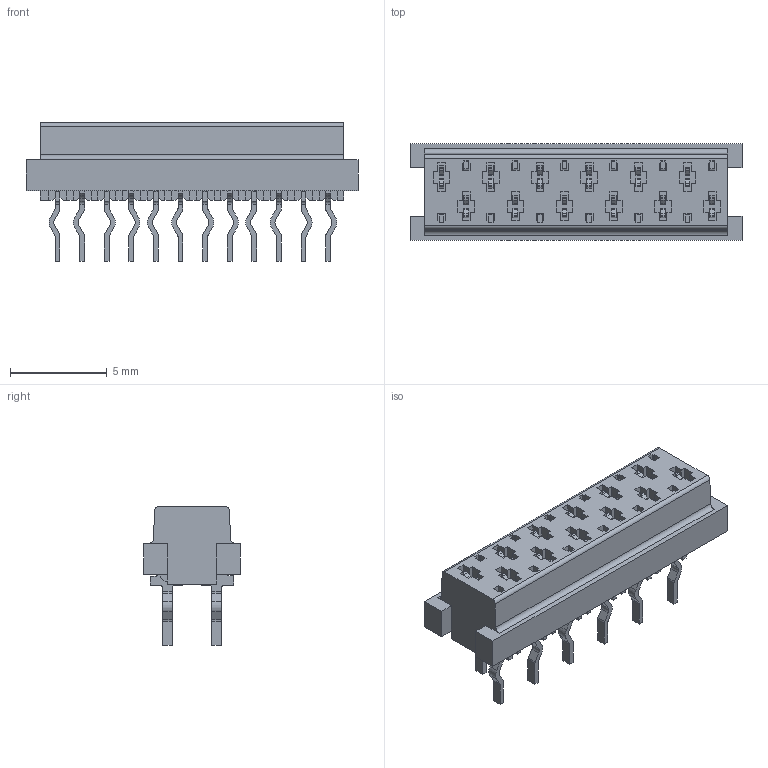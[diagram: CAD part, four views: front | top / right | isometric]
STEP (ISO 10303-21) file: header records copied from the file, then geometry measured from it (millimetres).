
FILE_DESCRIPTION((''),'2;1');
FILE_NAME('C-1-215079-2','2017-04-24T',('workeradm'),('Tyco Electronics Ltd.'),'CREO PARAMETRIC BY PTC INC, 2016050','CREO PARAMETRIC BY PTC INC, 2016050','');
FILE_SCHEMA(('AUTOMOTIVE_DESIGN { 1 0 10303 214 1 1 1 1 }'));
Length unit declared in the file: millimetre
Products named in the file (1): C-1-215079-2
Bounding box: 17.14 x 5 x 7.15 mm (x, y, z)
Volume: 256.2 mm3; surface area: 544.6 mm2
Topology: 5 solids, 5 shells, 1088 faces, 3082 edges, 2044 vertices
Faces by surface type: plane 916, cylinder 172
Entity records: 34991 total; most frequent: CARTESIAN_POINT 6216, ORIENTED_EDGE 6164, DIRECTION 5602, EDGE_CURVE 3082, VECTOR 2738, LINE 2738, VERTEX_POINT 2044, AXIS2_PLACEMENT_3D 1432
